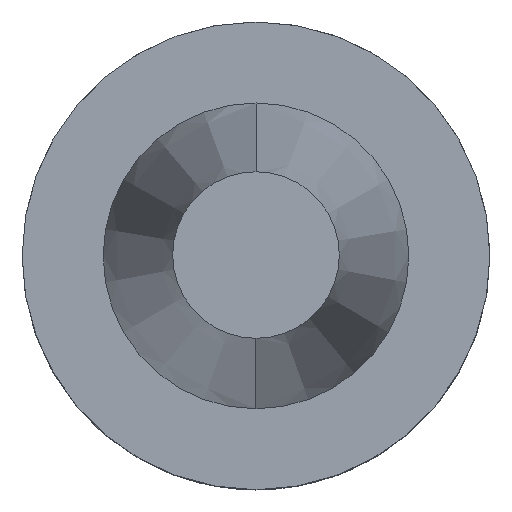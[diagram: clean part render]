
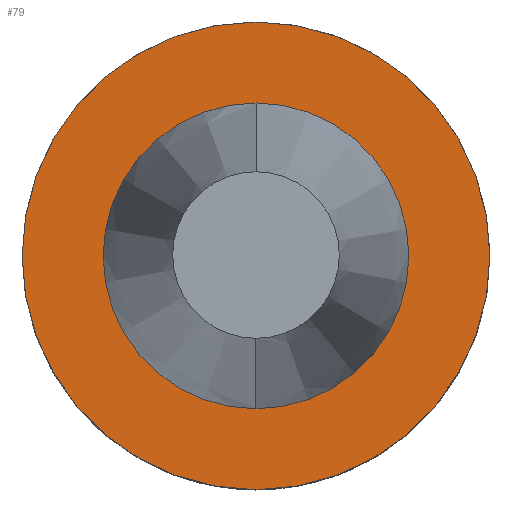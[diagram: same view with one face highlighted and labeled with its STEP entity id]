
A CAD part, top view. The second image highlights one B-rep face of the part: STEP entity #79.
In plain terms, the highlighted planar face has unit normal (0, 0, 1).
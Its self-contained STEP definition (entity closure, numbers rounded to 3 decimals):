
#79=ADVANCED_FACE('',(#104,#105),#99,.F.);
#99=PLANE('',#339);
#104=FACE_BOUND('',#128,.T.);
#105=FACE_BOUND('',#129,.T.);
#128=EDGE_LOOP('',(#160));
#129=EDGE_LOOP('',(#161,#162));
#160=ORIENTED_EDGE('',*,*,#253,.T.);
#161=ORIENTED_EDGE('',*,*,#254,.T.);
#162=ORIENTED_EDGE('',*,*,#255,.T.);
#226=VERTEX_POINT('',#492);
#227=VERTEX_POINT('',#494);
#228=VERTEX_POINT('',#495);
#253=EDGE_CURVE('',#226,#226,#286,.T.);
#254=EDGE_CURVE('',#227,#228,#287,.T.);
#255=EDGE_CURVE('',#228,#227,#288,.T.);
#286=CIRCLE('',#336,25.);
#287=CIRCLE('',#337,16.342);
#288=CIRCLE('',#338,16.342);
#336=AXIS2_PLACEMENT_3D('',#491,#389,#390);
#337=AXIS2_PLACEMENT_3D('',#493,#391,#392);
#338=AXIS2_PLACEMENT_3D('',#496,#393,#394);
#339=AXIS2_PLACEMENT_3D('',#497,#395,#396);
#389=DIRECTION('',(0.,0.,1.));
#390=DIRECTION('',(-1.,0.,0.));
#391=DIRECTION('',(0.,0.,-1.));
#392=DIRECTION('',(-1.,0.,0.));
#393=DIRECTION('',(0.,0.,-1.));
#394=DIRECTION('',(-1.,0.,0.));
#395=DIRECTION('',(0.,0.,-1.));
#396=DIRECTION('',(0.,1.,0.));
#491=CARTESIAN_POINT('',(0.,0.,-3.2));
#492=CARTESIAN_POINT('',(-25.,0.,-3.2));
#493=CARTESIAN_POINT('',(0.,0.,-3.2));
#494=CARTESIAN_POINT('',(0.,16.342,-3.2));
#495=CARTESIAN_POINT('',(0.,-16.342,-3.2));
#496=CARTESIAN_POINT('',(0.,0.,-3.2));
#497=CARTESIAN_POINT('',(0.,0.,-3.2));
